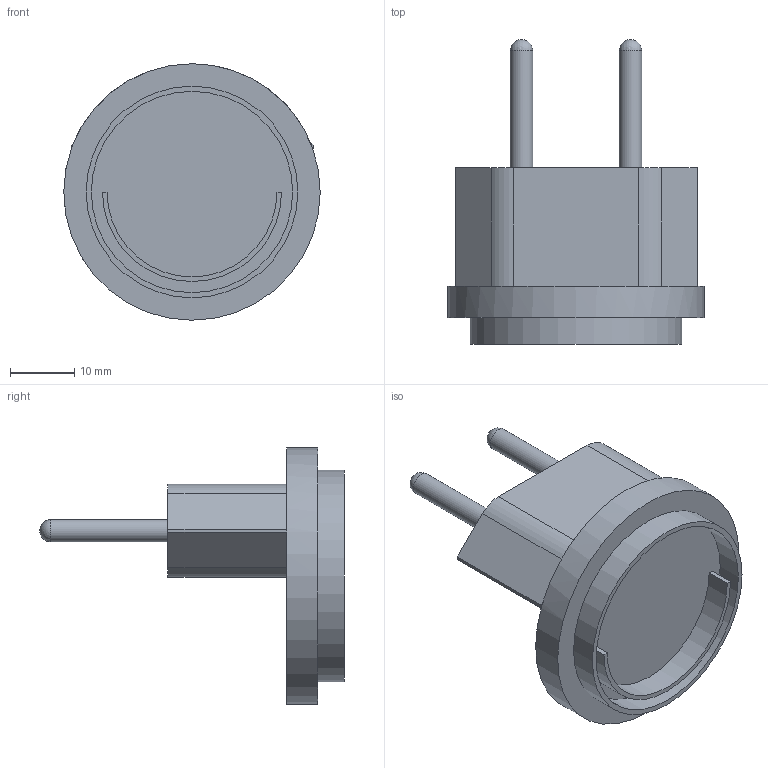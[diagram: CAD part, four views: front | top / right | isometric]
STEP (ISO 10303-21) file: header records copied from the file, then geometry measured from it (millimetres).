
FILE_DESCRIPTION (( 'STEP AP214' ), '1' );
FILE_NAME ('X260131.02 脣芛1膘耀.STEP', '2026-01-31T09:55:16', ( '' ), ( '' ), 'SwSTEP 2.0', 'SolidWorks 2024', '' );
FILE_SCHEMA (( 'AUTOMOTIVE_DESIGN' ));
Length unit declared in the file: millimetre
Products named in the file (1): X260131.02 插头1建模
Bounding box: 40 x 47.49 x 40 mm (x, y, z)
Volume: 15093.8 mm3; surface area: 6650.7 mm2
Topology: 1 solids, 1 shells, 42 faces, 105 edges, 68 vertices
Faces by surface type: plane 25, cylinder 15, sphere 2
Full cylindrical faces by diameter (mm): 3.5 x2, 31.394 x1, 33 x1, 40 x1
Entity records: 1169 total; most frequent: DIRECTION 208, CARTESIAN_POINT 193, ORIENTED_EDGE 178, EDGE_CURVE 89, AXIS2_PLACEMENT_3D 76, VERTEX_POINT 61, LINE 56, VECTOR 56
